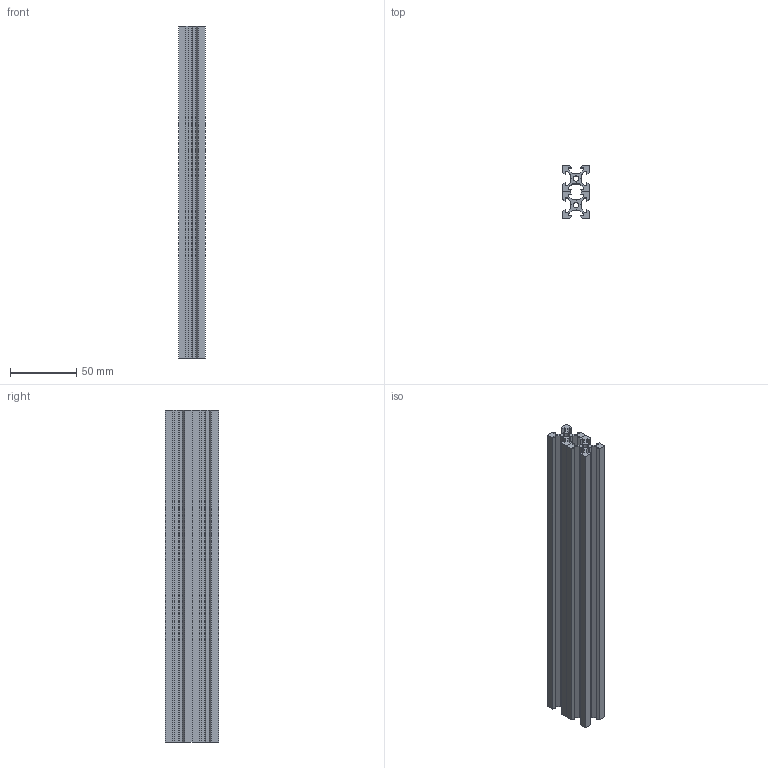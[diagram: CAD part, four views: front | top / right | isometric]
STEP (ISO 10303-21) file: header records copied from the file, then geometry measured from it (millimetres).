
FILE_DESCRIPTION(('FreeCAD Model'),'2;1');
FILE_NAME('vslot_2040x250.stp','2020-12-13T09:56:21',('Author'),(''), 'Open CASCADE STEP processor 7.3','FreeCAD','Unknown');
FILE_SCHEMA(('CONFIG_CONTROL_DESIGN','SHAPE_APPEARANCE_LAYER_MIM'));
Length unit declared in the file: millimetre
Products named in the file (2): profile_v_slot_export; PolarPattern
Assembly tree (2 placements, depth 2):
  profile_v_slot_export
    PolarPattern  x2
Bounding box: 20 x 40 x 250 mm (x, y, z)
Volume: 84397 mm3; surface area: 81504.4 mm2
Topology: 2 solids, 2 shells, 136 faces, 376 edges, 240 vertices
Faces by surface type: plane 128, cylinder 8
Entity records: 4655 total; most frequent: CARTESIAN_POINT 759, DIRECTION 710, LINE 544, VECTOR 544, ORIENTED_EDGE 376, PCURVE 376, DEFINITIONAL_REPRESENTATION 376, EDGE_CURVE 188
